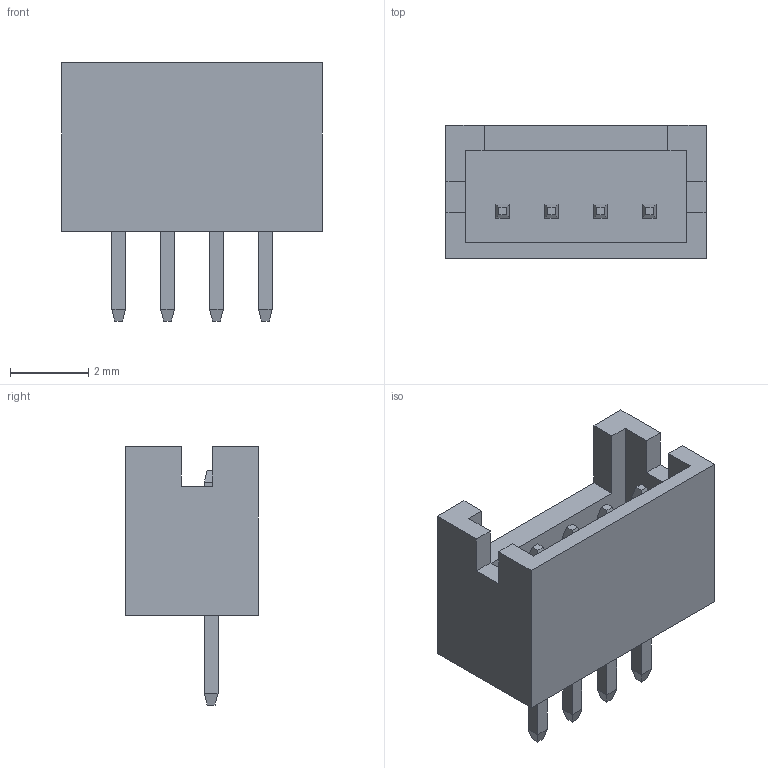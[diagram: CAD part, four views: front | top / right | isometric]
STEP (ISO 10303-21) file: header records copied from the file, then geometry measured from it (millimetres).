
FILE_DESCRIPTION(/* description */ (''),/* implementation_level */ '2;1');
FILE_NAME(/* name */ 'DF13-4P-1.25DSA.step',/* time_stamp */ '2024-06-07T13:47:48-07:00',/* author */ (''),/* organization */ (''),/* preprocessor_version */ 'ST-DEVELOPER v20',/* originating_system */ 'Autodesk Translation Framework v13.14.0.145',/* authorisation */ '');
FILE_SCHEMA (('AUTOMOTIVE_DESIGN { 1 0 10303 214 3 1 1 }'));
Length unit declared in the file: millimetre
Products named in the file (2): DF13-4P-1.25DSA; DF13-4P-1.25DSA_1
Assembly tree (1 placements, depth 2):
  DF13-4P-1.25DSA
    DF13-4P-1.25DSA_1
Bounding box: 6.65 x 3.4 x 6.6 mm (x, y, z)
Volume: 53.3 mm3; surface area: 188.9 mm2
Topology: 1 solids, 1 shells, 94 faces, 220 edges, 136 vertices
Faces by surface type: plane 94
Entity records: 2648 total; most frequent: CARTESIAN_POINT 453, ORIENTED_EDGE 440, DIRECTION 414, LINE 220, VECTOR 220, EDGE_CURVE 220, VERTEX_POINT 136, EDGE_LOOP 102
